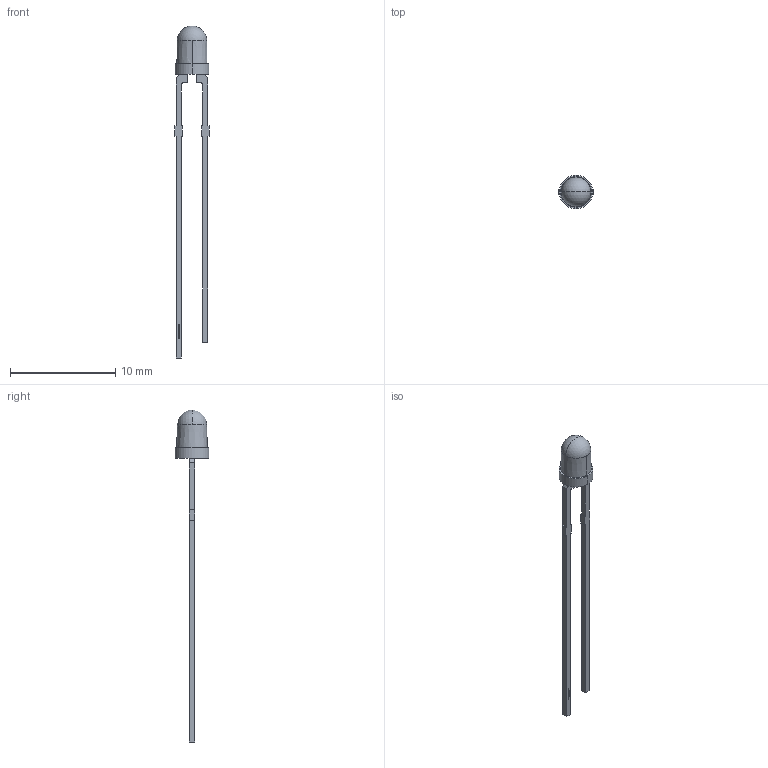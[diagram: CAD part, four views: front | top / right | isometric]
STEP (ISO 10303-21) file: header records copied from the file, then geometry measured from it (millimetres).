
FILE_DESCRIPTION(('FreeCAD Model'),'2;1');
FILE_NAME('WP7104.step', '2017-01-18T13:08:34',('kicad StepUp'),('ksu MCAD'), 'Open CASCADE STEP processor 6.8','FreeCAD','Unknown');
FILE_SCHEMA(('AUTOMOTIVE_DESIGN_CC2 { 1 2 10303 214 -1 1 5 4 }'));
Length unit declared in the file: millimetre
Products named in the file (1): WP7104
Bounding box: 3.24 x 3.2 x 31.6 mm (x, y, z)
Volume: 41.6 mm3; surface area: 159.8 mm2
Topology: 1 solids, 1 shells, 325 faces, 877 edges, 585 vertices
Faces by surface type: plane 201, bspline 116, cylinder 4, cone 2, sphere 2
Entity records: 17860 total; most frequent: CARTESIAN_POINT 8176, ORIENTED_EDGE 1754, DIRECTION 1081, EDGE_CURVE 877, LINE 629, VECTOR 629, VERTEX_POINT 585, FACE_BOUND 356
